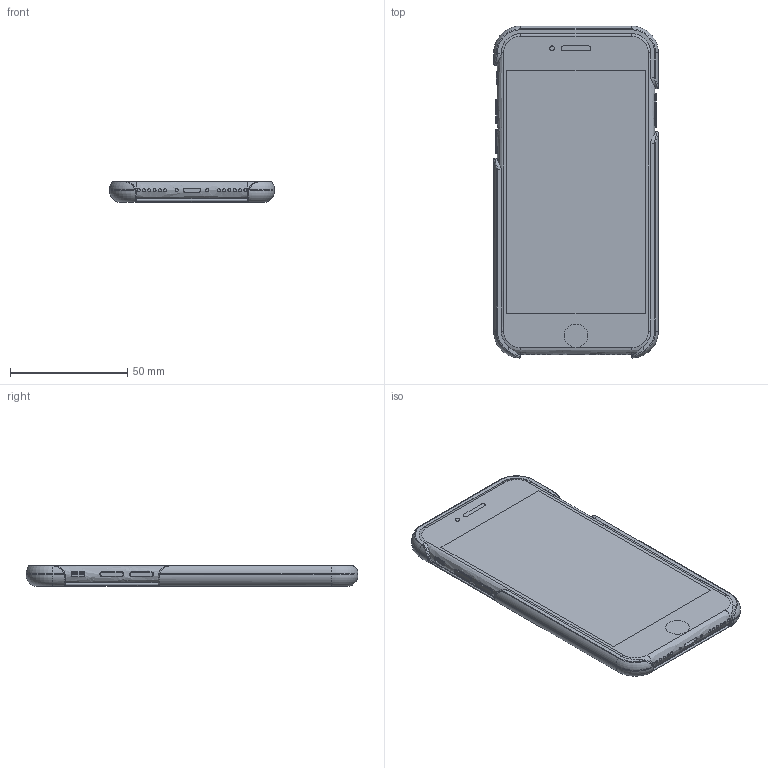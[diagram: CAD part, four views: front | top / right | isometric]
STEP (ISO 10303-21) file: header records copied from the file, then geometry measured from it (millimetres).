
FILE_DESCRIPTION(/* description */ (''),/* implementation_level */ '2;1');
FILE_NAME(/* name */ 'case.step',/* time_stamp */ '2025-03-26T09:00:48Z',/* author */ (''),/* organization */ (''),/* preprocessor_version */ 'ST-DEVELOPER v20.1',/* originating_system */ 'Autodesk Translation Framework v14.4.0.0',/* authorisation */ '');
FILE_SCHEMA (('AUTOMOTIVE_DESIGN { 1 0 10303 214 3 1 1 }'));
Length unit declared in the file: millimetre
Products named in the file (7): phone case; iPhone SE Gen 3; Body; Ring/Silent; Side Button; Volume; Phone case_1
Assembly tree (6 placements, depth 3):
  phone case
    iPhone SE Gen 3
      Body
      Ring/Silent
      Side Button
      Volume
    Phone case_1
Bounding box: 70.2 x 141.48 x 8.9 mm (x, y, z)
Volume: 80387 mm3; surface area: 43854.5 mm2
Topology: 7 solids, 7 shells, 230 faces, 539 edges, 348 vertices
Faces by surface type: bspline 76, plane 65, cylinder 62, torus 26, cone 1
Full cylindrical faces by diameter (mm): 1.3 x12, 9.6 x1
Entity records: 11339 total; most frequent: CARTESIAN_POINT 6221, ORIENTED_EDGE 1078, DIRECTION 909, EDGE_CURVE 539, AXIS2_PLACEMENT_3D 364, VERTEX_POINT 348, EDGE_LOOP 261, FACE_OUTER_BOUND 230
